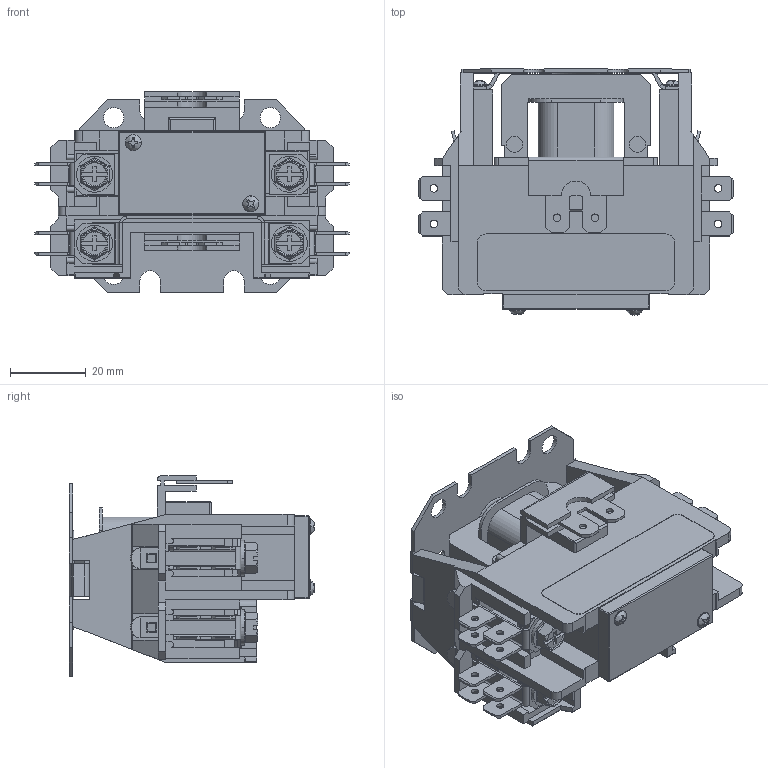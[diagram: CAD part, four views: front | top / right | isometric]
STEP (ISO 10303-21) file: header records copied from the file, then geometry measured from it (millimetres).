
FILE_DESCRIPTION (( 'STEP AP214' ), '1' );
FILE_NAME ('BDP1P30A120V.STEP', '2019-03-15T19:36:35', ( '' ), ( '' ), 'SwSTEP 2.0', 'SolidWorks 2013', '' );
FILE_SCHEMA (( 'AUTOMOTIVE_DESIGN' ));
Length unit declared in the file: millimetre
Products named in the file (10): BDAP1P30A120V_10; BDAP1P30A120V_06; Bolt; BDAP1P30A120V_01; BDAP1P30A120V_09; BDAP1P30A120V_04; BDAP1P30A120V_07; BDAP1P30A120V_02; BDAP1P30A120V_03; BDP1P30A120V
Assembly tree (19 placements, depth 2):
  BDP1P30A120V
    BDAP1P30A120V_03
    BDAP1P30A120V_01
    BDAP1P30A120V_02
    BDAP1P30A120V_04  x4
    BDAP1P30A120V_09  x4
    BDAP1P30A120V_06
    BDAP1P30A120V_07
    BDAP1P30A120V_10  x2
    Bolt  x4
Bounding box: 83 x 64.87 x 52.88 mm (x, y, z)
Volume: 81378.8 mm3; surface area: 44275.5 mm2
Topology: 19 solids, 19 shells, 1658 faces, 4421 edges, 2813 vertices
Faces by surface type: plane 934, cylinder 515, bspline 124, cone 76, sphere 5, torus 4
Entity records: 30506 total; most frequent: CARTESIAN_POINT 8175, ORIENTED_EDGE 4744, DIRECTION 4284, EDGE_CURVE 2372, LINE 1740, VECTOR 1740, VERTEX_POINT 1511, AXIS2_PLACEMENT_3D 1272
